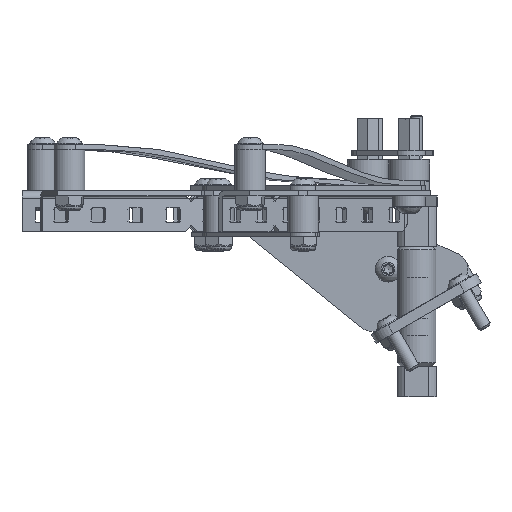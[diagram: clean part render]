
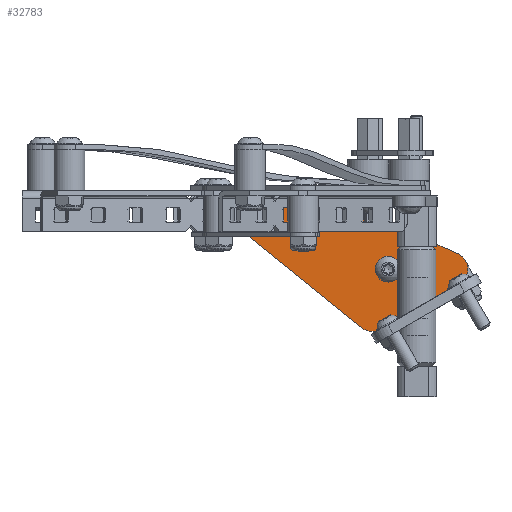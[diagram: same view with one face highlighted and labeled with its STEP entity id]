
A CAD part, left-side view. The second image highlights one B-rep face of the part: STEP entity #32783.
In plain terms, the highlighted face is planar.
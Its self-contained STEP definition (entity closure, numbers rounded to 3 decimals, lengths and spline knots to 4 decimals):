
#2352=FACE_BOUND('',#6702,.T.);
#2353=FACE_BOUND('',#6703,.T.);
#2354=FACE_BOUND('',#6704,.T.);
#2355=FACE_BOUND('',#6705,.T.);
#3211=CIRCLE('',#35763,0.2);
#3212=CIRCLE('',#35765,0.2);
#3213=CIRCLE('',#35766,0.2);
#3214=CIRCLE('',#35767,0.2);
#3215=CIRCLE('',#35768,0.09);
#3216=CIRCLE('',#35769,0.091);
#3217=CIRCLE('',#35770,0.09);
#3218=CIRCLE('',#35771,0.09);
#4793=FACE_OUTER_BOUND('',#6701,.T.);
#6701=EDGE_LOOP('',(#25490,#25491,#25492,#25493,#25494,#25495,#25496,#25497));
#6702=EDGE_LOOP('',(#25498));
#6703=EDGE_LOOP('',(#25499));
#6704=EDGE_LOOP('',(#25500));
#6705=EDGE_LOOP('',(#25501));
#9272=LINE('',#52894,#12083);
#9273=LINE('',#52898,#12084);
#9274=LINE('',#52902,#12085);
#9275=LINE('',#52905,#12086);
#12083=VECTOR('',#41607,0.3937);
#12084=VECTOR('',#41610,0.3937);
#12085=VECTOR('',#41613,0.3937);
#12086=VECTOR('',#41616,0.3937);
#14971=VERTEX_POINT('',#52887);
#14972=VERTEX_POINT('',#52889);
#14973=VERTEX_POINT('',#52893);
#14974=VERTEX_POINT('',#52895);
#14975=VERTEX_POINT('',#52897);
#14976=VERTEX_POINT('',#52899);
#14977=VERTEX_POINT('',#52901);
#14978=VERTEX_POINT('',#52903);
#14979=VERTEX_POINT('',#52906);
#14980=VERTEX_POINT('',#52908);
#14981=VERTEX_POINT('',#52910);
#14982=VERTEX_POINT('',#52912);
#18795=EDGE_CURVE('',#14971,#14972,#3211,.T.);
#18797=EDGE_CURVE('',#14973,#14971,#9272,.T.);
#18798=EDGE_CURVE('',#14974,#14973,#3212,.T.);
#18799=EDGE_CURVE('',#14974,#14975,#9273,.T.);
#18800=EDGE_CURVE('',#14976,#14975,#3213,.T.);
#18801=EDGE_CURVE('',#14977,#14976,#9274,.T.);
#18802=EDGE_CURVE('',#14978,#14977,#3214,.T.);
#18803=EDGE_CURVE('',#14972,#14978,#9275,.T.);
#18804=EDGE_CURVE('',#14979,#14979,#3215,.T.);
#18805=EDGE_CURVE('',#14980,#14980,#3216,.T.);
#18806=EDGE_CURVE('',#14981,#14981,#3217,.T.);
#18807=EDGE_CURVE('',#14982,#14982,#3218,.T.);
#25490=ORIENTED_EDGE('',*,*,#18795,.F.);
#25491=ORIENTED_EDGE('',*,*,#18797,.F.);
#25492=ORIENTED_EDGE('',*,*,#18798,.F.);
#25493=ORIENTED_EDGE('',*,*,#18799,.T.);
#25494=ORIENTED_EDGE('',*,*,#18800,.F.);
#25495=ORIENTED_EDGE('',*,*,#18801,.F.);
#25496=ORIENTED_EDGE('',*,*,#18802,.F.);
#25497=ORIENTED_EDGE('',*,*,#18803,.F.);
#25498=ORIENTED_EDGE('',*,*,#18804,.F.);
#25499=ORIENTED_EDGE('',*,*,#18805,.F.);
#25500=ORIENTED_EDGE('',*,*,#18806,.F.);
#25501=ORIENTED_EDGE('',*,*,#18807,.F.);
#31659=PLANE('',#35764);
#32783=ADVANCED_FACE('',(#4793,#2352,#2353,#2354,#2355),#31659,.F.);
#35763=AXIS2_PLACEMENT_3D('',#52890,#41602,#41603);
#35764=AXIS2_PLACEMENT_3D('',#52892,#41605,#41606);
#35765=AXIS2_PLACEMENT_3D('',#52896,#41608,#41609);
#35766=AXIS2_PLACEMENT_3D('',#52900,#41611,#41612);
#35767=AXIS2_PLACEMENT_3D('',#52904,#41614,#41615);
#35768=AXIS2_PLACEMENT_3D('',#52907,#41617,#41618);
#35769=AXIS2_PLACEMENT_3D('',#52909,#41619,#41620);
#35770=AXIS2_PLACEMENT_3D('',#52911,#41621,#41622);
#35771=AXIS2_PLACEMENT_3D('',#52913,#41623,#41624);
#41602=DIRECTION('center_axis',(0.,0.,1.));
#41603=DIRECTION('ref_axis',(0.078,-0.997,0.));
#41605=DIRECTION('center_axis',(0.,0.,1.));
#41606=DIRECTION('ref_axis',(1.,0.,0.));
#41607=DIRECTION('',(0.865,-0.501,0.));
#41608=DIRECTION('center_axis',(0.,0.,1.));
#41609=DIRECTION('ref_axis',(-0.408,0.913,0.));
#41610=DIRECTION('',(0.913,0.408,0.));
#41611=DIRECTION('center_axis',(0.,0.,1.));
#41612=DIRECTION('ref_axis',(1.,0.,0.));
#41613=DIRECTION('',(-1.,0.,0.));
#41614=DIRECTION('center_axis',(0.,0.,1.));
#41615=DIRECTION('ref_axis',(1.,0.,0.));
#41616=DIRECTION('',(0.777,0.629,0.));
#41617=DIRECTION('center_axis',(0.,0.,-1.));
#41618=DIRECTION('ref_axis',(1.,0.,0.));
#41619=DIRECTION('center_axis',(0.,0.,
-1.));
#41620=DIRECTION('ref_axis',(1.,0.,0.));
#41621=DIRECTION('center_axis',(0.,0.,
-1.));
#41622=DIRECTION('ref_axis',(1.,0.,0.));
#41623=DIRECTION('center_axis',(0.,0.,-1.));
#41624=DIRECTION('ref_axis',(1.,0.,0.));
#52887=CARTESIAN_POINT('',(0.4055,-0.4248,0.));
#52889=CARTESIAN_POINT('',(0.6315,-0.4072,0.));
#52890=CARTESIAN_POINT('Origin',(0.5057,-0.2517,0.));
#52892=CARTESIAN_POINT('Origin',(1.0026,0.9603,0.));
#52893=CARTESIAN_POINT('',(-0.56,0.1341,0.));
#52894=CARTESIAN_POINT('',(-0.7736,0.2577,0.));
#52895=CARTESIAN_POINT('',(-0.5414,0.4898,0.));
#52896=CARTESIAN_POINT('Origin',(-0.4598,0.3072,0.));
#52897=CARTESIAN_POINT('',(0.9211,1.1429,0.));
#52898=CARTESIAN_POINT('',(-0.6734,0.4308,0.));
#52899=CARTESIAN_POINT('',(1.0026,1.1603,0.));
#52900=CARTESIAN_POINT('Origin',(1.0026,0.9603,0.));
#52901=CARTESIAN_POINT('',(2.0026,1.1603,0.));
#52902=CARTESIAN_POINT('',(2.0026,1.1603,0.));
#52903=CARTESIAN_POINT('',(2.1285,0.8048,0.));
#52904=CARTESIAN_POINT('Origin',(2.0026,0.9603,0.));
#52905=CARTESIAN_POINT('',(0.5246,-0.4938,0.));
#52906=CARTESIAN_POINT('',(0.9126,0.9603,0.));
#52907=CARTESIAN_POINT('Origin',(1.0026,0.9603,0.));
#52908=CARTESIAN_POINT('',(0.2167,0.3047,0.));
#52909=CARTESIAN_POINT('Origin',(0.3077,0.3047,0.));
#52910=CARTESIAN_POINT('',(-0.1573,0.3051,0.));
#52911=CARTESIAN_POINT('Origin',(-0.0673,0.3051,
0.));
#52912=CARTESIAN_POINT('',(1.9126,0.9603,0.));
#52913=CARTESIAN_POINT('Origin',(2.0026,0.9603,0.));
